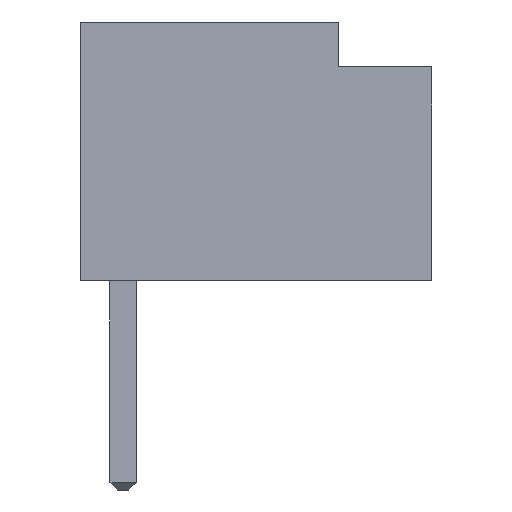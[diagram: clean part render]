
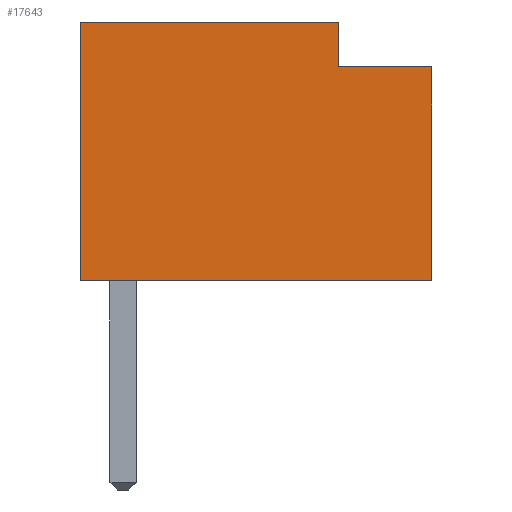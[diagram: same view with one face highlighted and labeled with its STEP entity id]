
A CAD part, left-side view. The second image highlights one B-rep face of the part: STEP entity #17643.
In plain terms, the highlighted planar face has unit normal (-1, 0, 0).
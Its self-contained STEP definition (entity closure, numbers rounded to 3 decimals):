
#420 = CARTESIAN_POINT ( 'NONE',  ( -4., -2.875, 2.85 ) ) ;
#525 = VECTOR ( 'NONE', #9235, 1000. ) ;
#605 = FACE_OUTER_BOUND ( 'NONE', #2834, .T. ) ;
#1205 = ORIENTED_EDGE ( 'NONE', *, *, #19681, .F. ) ;
#1811 = CARTESIAN_POINT ( 'NONE',  ( -4., 0.575, 3.45 ) ) ;
#2834 = EDGE_LOOP ( 'NONE', ( #18575, #11018, #1205, #14239, #11306, #14142 ) ) ;
#3338 = CARTESIAN_POINT ( 'NONE',  ( -4., -2.875, 3.45 ) ) ;
#3345 = VERTEX_POINT ( 'NONE', #420 ) ;
#3697 = LINE ( 'NONE', #6837, #16051 ) ;
#4411 = CARTESIAN_POINT ( 'NONE',  ( -4., -4.125, 2.85 ) ) ;
#4472 = LINE ( 'NONE', #17232, #10017 ) ;
#5334 = EDGE_CURVE ( 'NONE', #5560, #11013, #15930, .T. ) ;
#5466 = CARTESIAN_POINT ( 'NONE',  ( -4., 0.575, 3.45 ) ) ;
#5560 = VERTEX_POINT ( 'NONE', #20360 ) ;
#5853 = AXIS2_PLACEMENT_3D ( 'NONE', #5466, #7053, #8420 ) ;
#6154 = LINE ( 'NONE', #7755, #525 ) ;
#6706 = VERTEX_POINT ( 'NONE', #4411 ) ;
#6837 = CARTESIAN_POINT ( 'NONE',  ( -4., -4.125, 2.85 ) ) ;
#7053 = DIRECTION ( 'NONE',  ( 1., 0., 0. ) ) ;
#7252 = CARTESIAN_POINT ( 'NONE',  ( -4., -2.875, 3.45 ) ) ;
#7755 = CARTESIAN_POINT ( 'NONE',  ( -4., -4.125, 3.45 ) ) ;
#8420 = DIRECTION ( 'NONE',  ( 0., 0., -1. ) ) ;
#8492 = EDGE_CURVE ( 'NONE', #6706, #13101, #6154, .T. ) ;
#8625 = DIRECTION ( 'NONE',  ( 0., -1., 0. ) ) ;
#8806 = EDGE_CURVE ( 'NONE', #11013, #13101, #4472, .T. ) ;
#9235 = DIRECTION ( 'NONE',  ( 0., 0., -1. ) ) ;
#9984 = DIRECTION ( 'NONE',  ( 0., 0., -1. ) ) ;
#10017 = VECTOR ( 'NONE', #16911, 1000. ) ;
#10375 = VECTOR ( 'NONE', #20339, 1000. ) ;
#11013 = VERTEX_POINT ( 'NONE', #11310 ) ;
#11018 = ORIENTED_EDGE ( 'NONE', *, *, #19328, .F. ) ;
#11306 = ORIENTED_EDGE ( 'NONE', *, *, #5334, .T. ) ;
#11310 = CARTESIAN_POINT ( 'NONE',  ( -4., 0.575, 0. ) ) ;
#11405 = VERTEX_POINT ( 'NONE', #7252 ) ;
#11515 = VECTOR ( 'NONE', #9984, 1000. ) ;
#11548 = LINE ( 'NONE', #3338, #11515 ) ;
#12852 = EDGE_CURVE ( 'NONE', #5560, #11405, #13475, .T. ) ;
#13101 = VERTEX_POINT ( 'NONE', #15446 ) ;
#13475 = LINE ( 'NONE', #15472, #10375 ) ;
#14142 = ORIENTED_EDGE ( 'NONE', *, *, #8806, .T. ) ;
#14239 = ORIENTED_EDGE ( 'NONE', *, *, #12852, .F. ) ;
#15446 = CARTESIAN_POINT ( 'NONE',  ( -4., -4.125, 0. ) ) ;
#15472 = CARTESIAN_POINT ( 'NONE',  ( -4., 0.575, 3.45 ) ) ;
#15930 = LINE ( 'NONE', #1811, #19580 ) ;
#16051 = VECTOR ( 'NONE', #8625, 1000. ) ;
#16911 = DIRECTION ( 'NONE',  ( 0., -1., 0. ) ) ;
#17232 = CARTESIAN_POINT ( 'NONE',  ( -4., 0.575, 0. ) ) ;
#17643 = ADVANCED_FACE ( 'NONE', ( #605 ), #19696, .F. ) ;
#18575 = ORIENTED_EDGE ( 'NONE', *, *, #8492, .F. ) ;
#19328 = EDGE_CURVE ( 'NONE', #3345, #6706, #3697, .T. ) ;
#19407 = DIRECTION ( 'NONE',  ( 0., 0., -1. ) ) ;
#19580 = VECTOR ( 'NONE', #19407, 1000. ) ;
#19681 = EDGE_CURVE ( 'NONE', #11405, #3345, #11548, .T. ) ;
#19696 = PLANE ( 'NONE',  #5853 ) ;
#20339 = DIRECTION ( 'NONE',  ( 0., -1., 0. ) ) ;
#20360 = CARTESIAN_POINT ( 'NONE',  ( -4., 0.575, 3.45 ) ) ;
